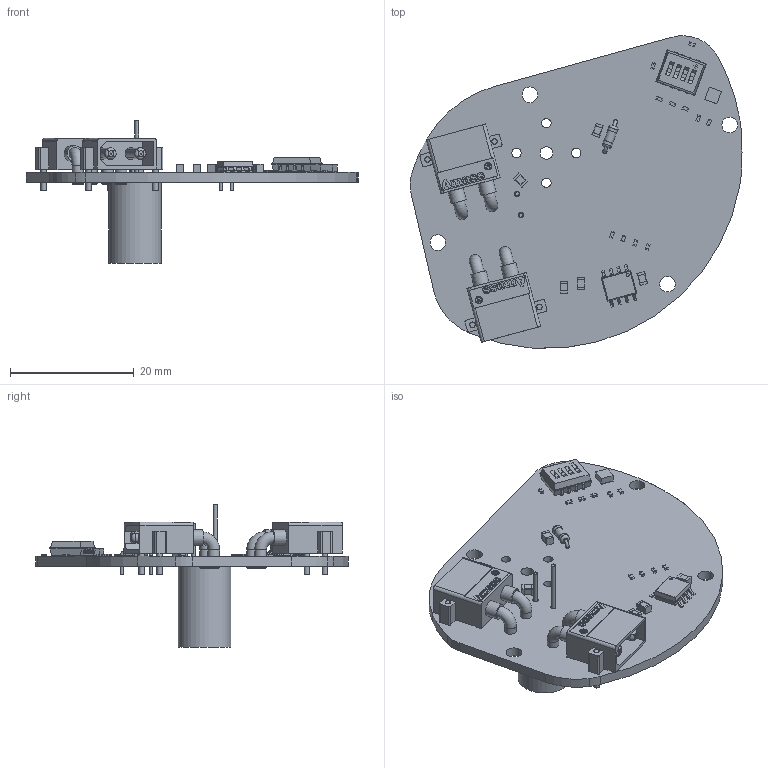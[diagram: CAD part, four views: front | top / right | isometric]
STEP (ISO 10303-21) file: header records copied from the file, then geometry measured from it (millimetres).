
FILE_DESCRIPTION(('KiCad electronic assembly'),'2;1');
FILE_NAME('Arduino_Motor_Shield.step','2024-10-10T12:00:19',('Pcbnew'),( 'Kicad'),'Open CASCADE STEP processor 7.8','KiCad to STEP converter' ,'Unknown');
FILE_SCHEMA(('AUTOMOTIVE_DESIGN { 1 0 10303 214 1 1 1 1 }'));
Length unit declared in the file: millimetre
Products named in the file (18): Arduino_Motor_Shield 1; Amass_XT30PW-M_pcb solder; R_0402_1005Metric; C_0805_2012Metric; R_Axial_DIN0204_L3.6mm_D1.6mm_P5.08mm_Horizontal; R_Axial_DIN0204_L36mm_D16mm_P508mm_Horizontal; P82B715DR; ASSEMBLY; NH-B2020RGBA-HF; SW_DIP_SPSTx04_Slide_KingTek_DSHP04TJ_W5.25mm_P1.27mm_JPin; SW_DIP_SPSTx04_Slide_KingTek_DSHP04TJ_W525mm_P127mm_JPin; EEU-FK1E271; _autosave-Arduino_Motor_Shield_PCB
Assembly tree (32 placements, depth 3):
  Arduino_Motor_Shield 1
    Amass_XT30PW-M_pcb solder  x2
      Amass_XT30PW-M_pcb solder
    R_0402_1005Metric  x11
      R_0402_1005Metric
    C_0805_2012Metric  x5
      C_0805_2012Metric
    R_Axial_DIN0204_L3.6mm_D1.6mm_P5.08mm_Horizontal
      R_Axial_DIN0204_L36mm_D16mm_P508mm_Horizontal
    P82B715DR
      ASSEMBLY
    NH-B2020RGBA-HF
      ASSEMBLY
    SW_DIP_SPSTx04_Slide_KingTek_DSHP04TJ_W5.25mm_P1.27mm_JPin
      SW_DIP_SPSTx04_Slide_KingTek_DSHP04TJ_W525mm_P127mm_JPin
    EEU-FK1E271
      ASSEMBLY
    _autosave-Arduino_Motor_Shield_PCB
Bounding box: 53.62 x 50.43 x 23 mm (x, y, z)
Volume: 4713.4 mm3; surface area: 7042.1 mm2
Topology: 38 solids, 38 shells, 1397 faces, 3620 edges, 2385 vertices
Faces by surface type: plane 963, cylinder 306, bspline 92, revolution 16, cone 12, torus 8
Full cylindrical faces by diameter (mm): 0.487 x1, 0.5 x2, 0.65 x2, 0.7 x2, 0.85 x2, 0.9 x8, 1 x4, 1.44 x1, 1.524 x4, 1.6 x2, 1.9 x8, 2.032 x1, 2.5 x4, 2.54 x4, 8.5 x1
Entity records: 30350 total; most frequent: CARTESIAN_POINT 8440, ORIENTED_EDGE 3918, DIRECTION 3397, EDGE_CURVE 1959, LINE 1305, VECTOR 1305, VERTEX_POINT 1291, AXIS2_PLACEMENT_3D 1042
